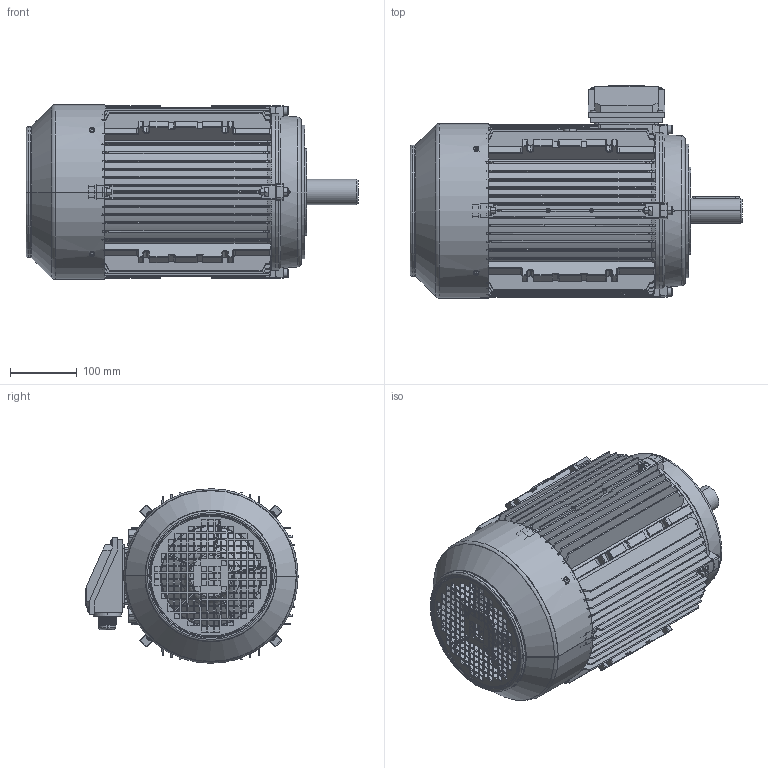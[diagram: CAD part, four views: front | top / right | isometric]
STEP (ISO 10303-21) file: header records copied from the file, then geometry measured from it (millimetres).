
FILE_DESCRIPTION (( 'STEP AP203' ), '1' );
FILE_NAME ('TA132M B14总装图.STEP', '2011-11-11T07:42:07', ( '微软用户' ), ( '微软中国' ), 'SwSTEP 2.0', 'SolidWorks 2008', '' );
FILE_SCHEMA (( 'CONFIG_CONTROL_DESIGN' ));
Length unit declared in the file: millimetre
Products named in the file (12): TA132B14法兰_默认; TA132后盖_默认; 132接线盒盖_默认; 132接线盒座_默认; M5×8_GB_CROSS_SCREWS_TYPE143 ST4.2X8-N; TA132M B14軞蚾芞; TA132M机壳_默认; 螺母M8_默认; ﾂﾝｶ､M8｡ﾁ35_ﾄｬﾈﾏ; 132风叶_默认; TA132风罩_默认; 出线螺套_默认
Assembly tree (32 placements, depth 2):
  TA132M B14軞蚾芞
    TA132M机壳_默认
    螺母M8_默认  x8
    TA132风罩_默认
    M5×8_GB_CROSS_SCREWS_TYPE143 ST4.2X8-N  x8
    ﾂﾝｶ､M8｡ﾁ35_ﾄｬﾈﾏ  x8
    132接线盒盖_默认
    132接线盒座_默认
    出线螺套_默认
    132风叶_默认
    TA132B14法兰_默认
    TA132后盖_默认
Bounding box: 497.18 x 317.85 x 261.5 mm (x, y, z)
Volume: 3189839.4 mm3; surface area: 1695407.8 mm2
Topology: 33 solids, 33 shells, 4448 faces, 11914 edges, 7597 vertices
Faces by surface type: plane 2466, cylinder 983, cone 447, torus 260, bspline 184, sphere 108
Entity records: 144221 total; most frequent: CARTESIAN_POINT 43841, ORIENTED_EDGE 21512, DIRECTION 18876, EDGE_CURVE 10756, VERTEX_POINT 6900, VECTOR 6664, LINE 6664, AXIS2_PLACEMENT_3D 6106
